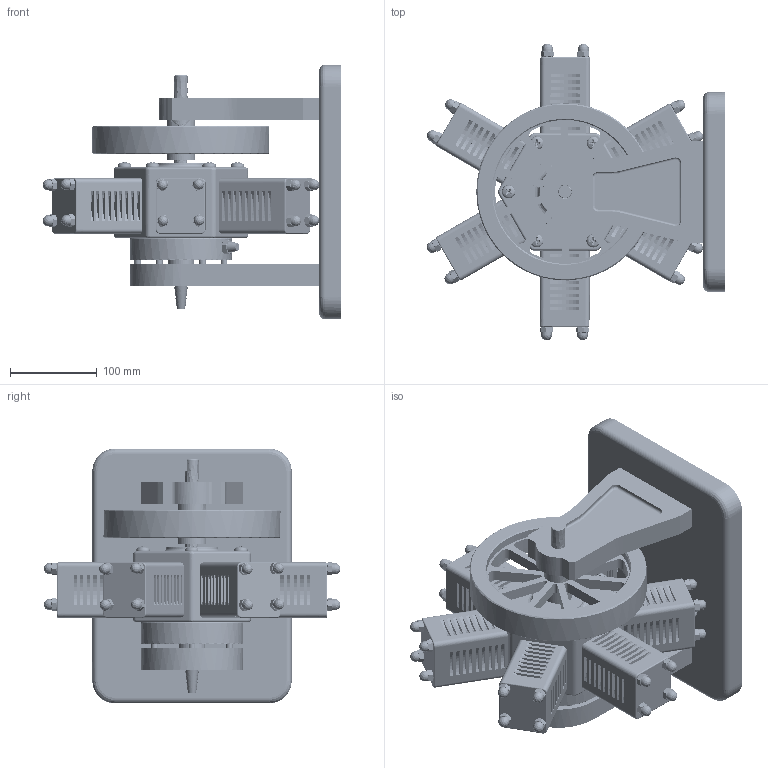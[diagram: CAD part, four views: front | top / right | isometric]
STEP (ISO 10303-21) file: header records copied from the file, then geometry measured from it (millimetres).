
FILE_DESCRIPTION(('FreeCAD Model'),'2;1');
FILE_NAME('Open CASCADE Shape Model','2025-05-09T14:11:33',('FreeCAD'),( 'FreeCAD'),'Open CASCADE STEP processor 7.6','FreeCAD','Unknown');
FILE_SCHEMA(('AUTOMOTIVE_DESIGN { 1 0 10303 214 1 1 1 1 }'));
Products named in the file (1): Open CASCADE STEP translator 7.6 1
Bounding box: 345.43 x 342.99 x 294.26 mm (x, y, z)
Volume: 5526277.5 mm3; surface area: 1263123.5 mm2
Topology: 146 solids, 146 shells, 3110 faces, 7116 edges, 4485 vertices
Faces by surface type: bspline 3110
Entity records: 101234 total; most frequent: CARTESIAN_POINT 60067, ORIENTED_EDGE 13916, EDGE_CURVE 6958, VERTEX_POINT 4506, FACE_BOUND 3972, EDGE_LOOP 3951, B_SPLINE_CURVE_WITH_KNOTS 3119, ADVANCED_FACE 3089
